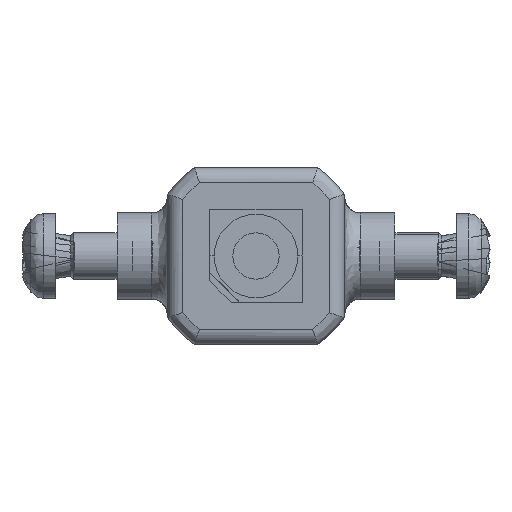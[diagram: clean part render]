
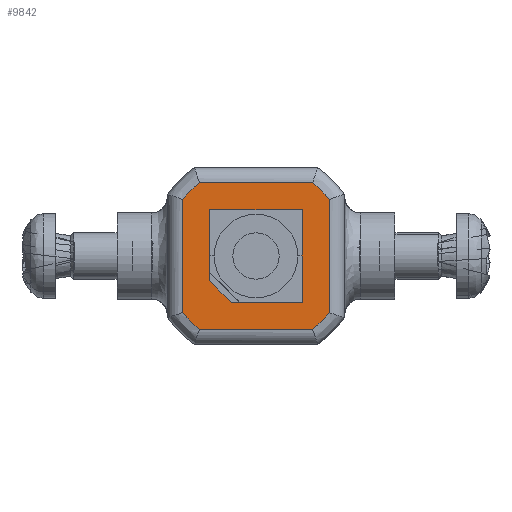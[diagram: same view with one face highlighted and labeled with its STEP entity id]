
A CAD part, front view. The second image highlights one B-rep face of the part: STEP entity #9842.
In plain terms, the highlighted planar face has unit normal (0, -1, 0).
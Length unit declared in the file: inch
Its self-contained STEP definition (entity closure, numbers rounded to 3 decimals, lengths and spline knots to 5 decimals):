
#51 = ORIENTED_EDGE ( 'NONE', *, *, #5691, .F. ) ;
#90 = CARTESIAN_POINT ( 'NONE',  ( 0., -1.67323, 0. ) ) ;
#173 = CARTESIAN_POINT ( 'NONE',  ( 0.14432, -1.67323, 0.18701 ) ) ;
#234 = AXIS2_PLACEMENT_3D ( 'NONE', #90, #9215, #3507 ) ;
#272 = LINE ( 'NONE', #3690, #4557 ) ;
#327 = DIRECTION ( 'NONE',  ( 0., 0., -1. ) ) ;
#469 = VERTEX_POINT ( 'NONE', #2192 ) ;
#616 = VECTOR ( 'NONE', #8607, 39.37008 ) ;
#906 = CARTESIAN_POINT ( 'NONE',  ( 0.18701, -1.67323, 0.14432 ) ) ;
#1080 = CARTESIAN_POINT ( 'NONE',  ( 0.14432, -1.67323, -0.18701 ) ) ;
#1086 = LINE ( 'NONE', #7804, #3617 ) ;
#1462 = ORIENTED_EDGE ( 'NONE', *, *, #1873, .F. ) ;
#1726 = CARTESIAN_POINT ( 'NONE',  ( -0.16034, -1.67323, 0.17465 ) ) ;
#1839 = LINE ( 'NONE', #5227, #616 ) ;
#1873 = EDGE_CURVE ( 'NONE', #7723, #3340, #1939, .T. ) ;
#1939 =( BOUNDED_CURVE ( )  B_SPLINE_CURVE ( 3, ( #173, #8619, #5131, #906 ),
 .UNSPECIFIED., .F., .F. ) 
 B_SPLINE_CURVE_WITH_KNOTS ( ( 4, 4 ),
 ( 0., 1. ),
 .UNSPECIFIED. ) 
 CURVE ( )  GEOMETRIC_REPRESENTATION_ITEM ( )  RATIONAL_B_SPLINE_CURVE ( ( 1., 0.995, 0.995, 1. ) ) 
 REPRESENTATION_ITEM ( '' )  );
#2192 = CARTESIAN_POINT ( 'NONE',  ( 0.14432, -1.67323, -0.18701 ) ) ;
#2229 = DIRECTION ( 'NONE',  ( -1., 0., 0. ) ) ;
#2323 = CARTESIAN_POINT ( 'NONE',  ( 0.11811, -1.67323, 0. ) ) ;
#2347 = VECTOR ( 'NONE', #2229, 39.37008 ) ;
#2378 = VERTEX_POINT ( 'NONE', #2658 ) ;
#2384 = LINE ( 'NONE', #7308, #5276 ) ;
#2489 = VERTEX_POINT ( 'NONE', #5374 ) ;
#2604 = ORIENTED_EDGE ( 'NONE', *, *, #10625, .F. ) ;
#2654 =( BOUNDED_CURVE ( )  B_SPLINE_CURVE ( 3, ( #7480, #3220, #9263, #3382 ),
 .UNSPECIFIED., .F., .T. ) 
 B_SPLINE_CURVE_WITH_KNOTS ( ( 4, 4 ),
 ( 0., 1. ),
 .UNSPECIFIED. ) 
 CURVE ( )  GEOMETRIC_REPRESENTATION_ITEM ( )  RATIONAL_B_SPLINE_CURVE ( ( 1., 0.995, 0.995, 1. ) ) 
 REPRESENTATION_ITEM ( '' )  );
#2658 = CARTESIAN_POINT ( 'NONE',  ( -0.18701, -1.67323, 0.14432 ) ) ;
#2824 = DIRECTION ( 'NONE',  ( 1., 0., 0. ) ) ;
#2907 = EDGE_CURVE ( 'NONE', #7315, #7133, #9846, .T. ) ;
#2951 = ORIENTED_EDGE ( 'NONE', *, *, #10879, .F. ) ;
#3089 = LINE ( 'NONE', #10568, #5373 ) ;
#3157 = CARTESIAN_POINT ( 'NONE',  ( -0.14432, -1.67323, 0.18701 ) ) ;
#3168 = VERTEX_POINT ( 'NONE', #5829 ) ;
#3220 = CARTESIAN_POINT ( 'NONE',  ( -0.16034, -1.67323, -0.17465 ) ) ;
#3263 = CARTESIAN_POINT ( 'NONE',  ( 0.18701, -1.67323, -0.14432 ) ) ;
#3340 = VERTEX_POINT ( 'NONE', #10900 ) ;
#3382 = CARTESIAN_POINT ( 'NONE',  ( -0.18701, -1.67323, -0.14432 ) ) ;
#3507 = DIRECTION ( 'NONE',  ( 0., 0., 1. ) ) ;
#3617 = VECTOR ( 'NONE', #2824, 39.37008 ) ;
#3643 = CARTESIAN_POINT ( 'NONE',  ( -0.18701, -1.67323, 0.14432 ) ) ;
#3690 = CARTESIAN_POINT ( 'NONE',  ( 0.18701, -1.67323, 0. ) ) ;
#3755 = ORIENTED_EDGE ( 'NONE', *, *, #8427, .F. ) ;
#4102 = LINE ( 'NONE', #4884, #6692 ) ;
#4195 = DIRECTION ( 'NONE',  ( 0.707, 0., -0.707 ) ) ;
#4212 = LINE ( 'NONE', #2323, #9256 ) ;
#4225 = CARTESIAN_POINT ( 'NONE',  ( -0.11811, -1.67323, -0.06325 ) ) ;
#4336 = EDGE_LOOP ( 'NONE', ( #6769, #1462, #9391, #6000, #51, #8449, #2604, #2951 ) ) ;
#4441 = ORIENTED_EDGE ( 'NONE', *, *, #2907, .F. ) ;
#4557 = VECTOR ( 'NONE', #327, 39.37008 ) ;
#4884 = CARTESIAN_POINT ( 'NONE',  ( -0.18701, -1.67323, 0. ) ) ;
#4911 = CARTESIAN_POINT ( 'NONE',  ( -0.11811, -1.67323, -0.06325 ) ) ;
#5131 = CARTESIAN_POINT ( 'NONE',  ( 0.17465, -1.67323, 0.16034 ) ) ;
#5220 = VERTEX_POINT ( 'NONE', #6721 ) ;
#5227 = CARTESIAN_POINT ( 'NONE',  ( 0., -1.67323, -0.18701 ) ) ;
#5234 = CARTESIAN_POINT ( 'NONE',  ( -0.17465, -1.67323, 0.16034 ) ) ;
#5275 = EDGE_CURVE ( 'NONE', #2378, #9177, #10311, .T. ) ;
#5276 = VECTOR ( 'NONE', #10845, 39.37008 ) ;
#5304 = CARTESIAN_POINT ( 'NONE',  ( 0.11811, -1.67323, 0.11811 ) ) ;
#5320 = EDGE_CURVE ( 'NONE', #3340, #9340, #272, .T. ) ;
#5373 = VECTOR ( 'NONE', #6407, 39.37008 ) ;
#5374 = CARTESIAN_POINT ( 'NONE',  ( -0.18701, -1.67323, -0.14432 ) ) ;
#5513 = CARTESIAN_POINT ( 'NONE',  ( 0.14432, -1.67323, 0.18701 ) ) ;
#5610 = CARTESIAN_POINT ( 'NONE',  ( -0.14432, -1.67323, -0.18701 ) ) ;
#5624 = EDGE_CURVE ( 'NONE', #3168, #5220, #2384, .T. ) ;
#5678 = EDGE_LOOP ( 'NONE', ( #3755, #4441, #7052, #9591, #9045 ) ) ;
#5691 = EDGE_CURVE ( 'NONE', #2489, #2378, #4102, .T. ) ;
#5829 = CARTESIAN_POINT ( 'NONE',  ( -0.06325, -1.67323, -0.11811 ) ) ;
#5830 = PLANE ( 'NONE',  #234 ) ;
#6000 = ORIENTED_EDGE ( 'NONE', *, *, #5275, .F. ) ;
#6061 = CARTESIAN_POINT ( 'NONE',  ( -0.14432, -1.67323, 0.18701 ) ) ;
#6182 = CARTESIAN_POINT ( 'NONE',  ( 0.17465, -1.67323, -0.16034 ) ) ;
#6201 = VERTEX_POINT ( 'NONE', #4225 ) ;
#6407 = DIRECTION ( 'NONE',  ( 0., 0., -1. ) ) ;
#6428 = EDGE_CURVE ( 'NONE', #8203, #2489, #2654, .T. ) ;
#6467 = EDGE_CURVE ( 'NONE', #5220, #7315, #4212, .T. ) ;
#6549 = CARTESIAN_POINT ( 'NONE',  ( 0., -1.67323, 0.11811 ) ) ;
#6692 = VECTOR ( 'NONE', #7475, 39.37008 ) ;
#6721 = CARTESIAN_POINT ( 'NONE',  ( 0.11811, -1.67323, -0.11811 ) ) ;
#6769 = ORIENTED_EDGE ( 'NONE', *, *, #5320, .F. ) ;
#7015 = CARTESIAN_POINT ( 'NONE',  ( 0.18701, -1.67323, -0.14432 ) ) ;
#7052 = ORIENTED_EDGE ( 'NONE', *, *, #6467, .F. ) ;
#7133 = VERTEX_POINT ( 'NONE', #8049 ) ;
#7308 = CARTESIAN_POINT ( 'NONE',  ( 0., -1.67323, -0.11811 ) ) ;
#7315 = VERTEX_POINT ( 'NONE', #5304 ) ;
#7475 = DIRECTION ( 'NONE',  ( 0., 0., 1. ) ) ;
#7480 = CARTESIAN_POINT ( 'NONE',  ( -0.14432, -1.67323, -0.18701 ) ) ;
#7655 = FACE_OUTER_BOUND ( 'NONE', #4336, .T. ) ;
#7723 = VERTEX_POINT ( 'NONE', #5513 ) ;
#7804 = CARTESIAN_POINT ( 'NONE',  ( -0.15717, -1.67323, 0.18701 ) ) ;
#8004 =( BOUNDED_CURVE ( )  B_SPLINE_CURVE ( 3, ( #7015, #6182, #8689, #1080 ),
 .UNSPECIFIED., .F., .T. ) 
 B_SPLINE_CURVE_WITH_KNOTS ( ( 4, 4 ),
 ( 0., 1. ),
 .UNSPECIFIED. ) 
 CURVE ( )  GEOMETRIC_REPRESENTATION_ITEM ( )  RATIONAL_B_SPLINE_CURVE ( ( 1., 0.995, 0.995, 1. ) ) 
 REPRESENTATION_ITEM ( '' )  );
#8049 = CARTESIAN_POINT ( 'NONE',  ( -0.11811, -1.67323, 0.11811 ) ) ;
#8203 = VERTEX_POINT ( 'NONE', #5610 ) ;
#8210 = VECTOR ( 'NONE', #4195, 39.37008 ) ;
#8427 = EDGE_CURVE ( 'NONE', #7133, #6201, #3089, .T. ) ;
#8449 = ORIENTED_EDGE ( 'NONE', *, *, #6428, .F. ) ;
#8607 = DIRECTION ( 'NONE',  ( -1., 0., 0. ) ) ;
#8619 = CARTESIAN_POINT ( 'NONE',  ( 0.16034, -1.67323, 0.17465 ) ) ;
#8689 = CARTESIAN_POINT ( 'NONE',  ( 0.16034, -1.67323, -0.17465 ) ) ;
#9045 = ORIENTED_EDGE ( 'NONE', *, *, #9555, .F. ) ;
#9136 = LINE ( 'NONE', #4911, #8210 ) ;
#9141 = EDGE_CURVE ( 'NONE', #9177, #7723, #1086, .T. ) ;
#9177 = VERTEX_POINT ( 'NONE', #3157 ) ;
#9215 = DIRECTION ( 'NONE',  ( 0., 1., 0. ) ) ;
#9256 = VECTOR ( 'NONE', #10151, 39.37008 ) ;
#9263 = CARTESIAN_POINT ( 'NONE',  ( -0.17465, -1.67323, -0.16034 ) ) ;
#9340 = VERTEX_POINT ( 'NONE', #3263 ) ;
#9391 = ORIENTED_EDGE ( 'NONE', *, *, #9141, .F. ) ;
#9434 = FACE_BOUND ( 'NONE', #5678, .T. ) ;
#9555 = EDGE_CURVE ( 'NONE', #6201, #3168, #9136, .T. ) ;
#9591 = ORIENTED_EDGE ( 'NONE', *, *, #5624, .F. ) ;
#9842 = ADVANCED_FACE ( 'NONE', ( #9434, #7655 ), #5830, .F. ) ;
#9846 = LINE ( 'NONE', #6549, #2347 ) ;
#10151 = DIRECTION ( 'NONE',  ( 0., 0., 1. ) ) ;
#10311 =( BOUNDED_CURVE ( )  B_SPLINE_CURVE ( 3, ( #3643, #5234, #1726, #6061 ),
 .UNSPECIFIED., .F., .T. ) 
 B_SPLINE_CURVE_WITH_KNOTS ( ( 4, 4 ),
 ( 0., 1. ),
 .UNSPECIFIED. ) 
 CURVE ( )  GEOMETRIC_REPRESENTATION_ITEM ( )  RATIONAL_B_SPLINE_CURVE ( ( 1., 0.995, 0.995, 1. ) ) 
 REPRESENTATION_ITEM ( '' )  );
#10568 = CARTESIAN_POINT ( 'NONE',  ( -0.11811, -1.67323, 0. ) ) ;
#10625 = EDGE_CURVE ( 'NONE', #469, #8203, #1839, .T. ) ;
#10845 = DIRECTION ( 'NONE',  ( 1., 0., 0. ) ) ;
#10879 = EDGE_CURVE ( 'NONE', #9340, #469, #8004, .T. ) ;
#10900 = CARTESIAN_POINT ( 'NONE',  ( 0.18701, -1.67323, 0.14432 ) ) ;
